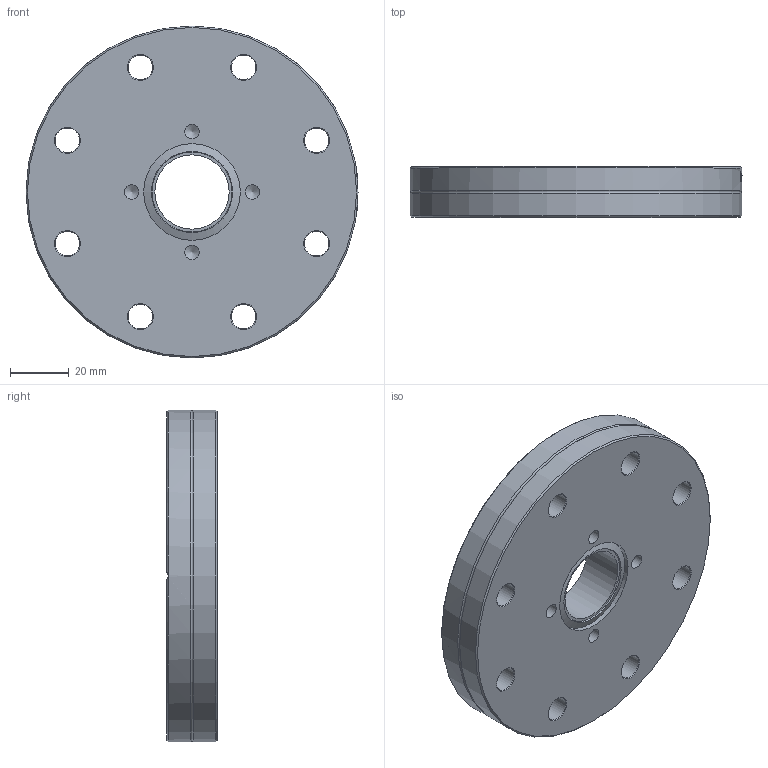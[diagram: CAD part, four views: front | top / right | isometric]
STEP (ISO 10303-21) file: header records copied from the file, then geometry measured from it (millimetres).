
FILE_DESCRIPTION(/* description */ (''),/* implementation_level */ '2;1');
FILE_NAME(/* name */ 'FL-Z63-25.stp',/* time_stamp */ '2023-02-03T15:46:05Z',/* author */ ('Paul'),/* organization */ (''),/* preprocessor_version */ 'ST-DEVELOPER v19.2',/* originating_system */ 'Autodesk Inventor 2023',/* authorisation */ '');
FILE_SCHEMA (('AUTOMOTIVE_DESIGN { 1 0 10303 214 3 1 1 }'));
Length unit declared in the file: millimetre
Products named in the file (1): FL-Z63-25
Bounding box: 113.5 x 17.3 x 113.5 mm (x, y, z)
Volume: 151416.5 mm3; surface area: 30687.9 mm2
Topology: 1 solids, 1 shells, 143 faces, 383 edges, 250 vertices
Faces by surface type: bspline 53, plane 35, cone 27, cylinder 27, torus 1
Full cylindrical faces by diameter (mm): 4.917 x4, 8.4 x8, 25.4 x1, 33.02 x1, 82.5 x1, 113.5 x2
Entity records: 16902 total; most frequent: CARTESIAN_POINT 13625, ORIENTED_EDGE 758, DIRECTION 507, EDGE_CURVE 379, VERTEX_POINT 250, AXIS2_PLACEMENT_3D 182, EDGE_LOOP 173, B_SPLINE_CURVE_WITH_KNOTS 145
